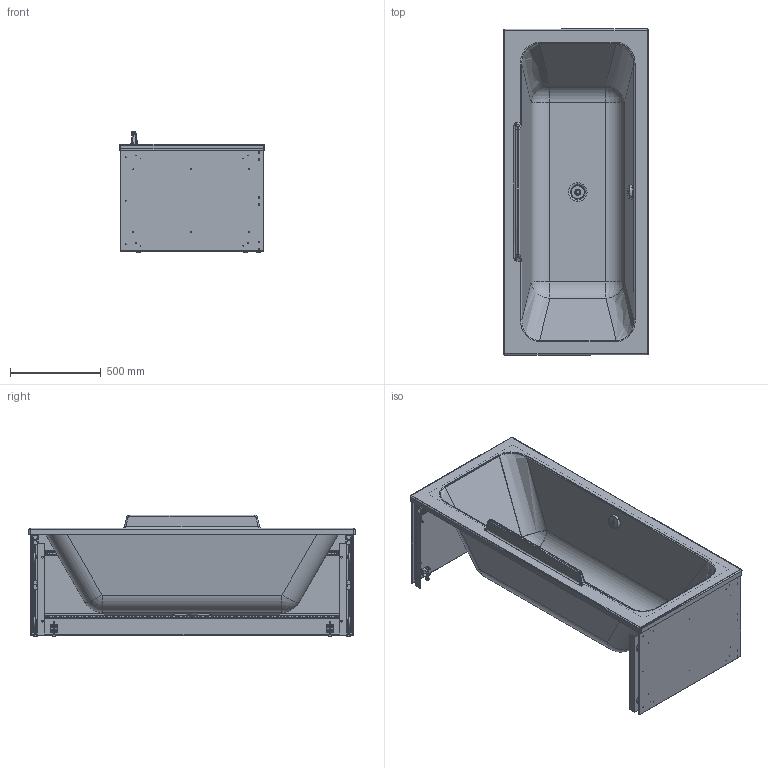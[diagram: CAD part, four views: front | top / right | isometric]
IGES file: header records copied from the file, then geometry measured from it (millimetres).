
Global section: file name: No Iges File Name specified; native system: Autodesk Inventor 2011; preprocessor: AutoDesk Inventor Iges Exporter R2011; author: Administrator; date: 20130527.160331; units: millimetre
Bounding box: 801.07 x 1800.47 x 673.58 mm (x, y, z)
Volume: 38275085.1 mm3; surface area: 11976371.3 mm2
Topology: 81 solids, 81 shells, 4964 faces, 11746 edges, 6932 vertices
Faces by surface type: plane 1496, revolution 1365, cylinder 924, sphere 346, torus 290, bspline 275, cone 268
